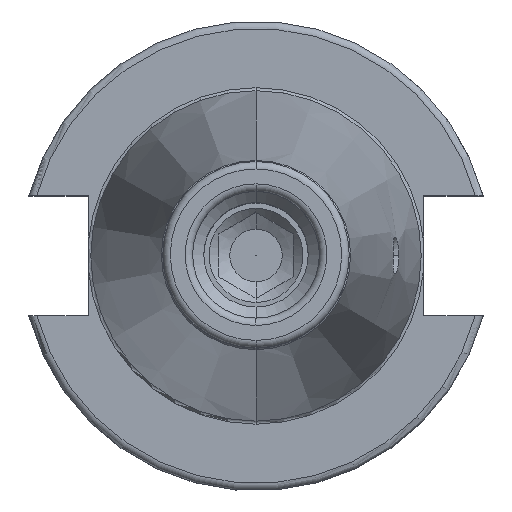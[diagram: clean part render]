
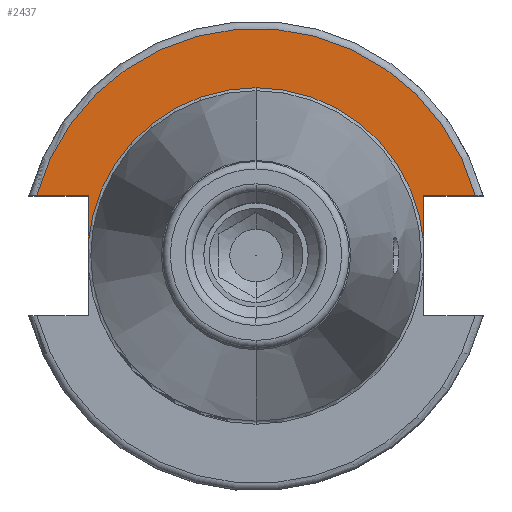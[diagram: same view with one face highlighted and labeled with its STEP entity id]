
A CAD part, top view. The second image highlights one B-rep face of the part: STEP entity #2437.
In plain terms, the highlighted planar face has unit normal (0, 0, 1).
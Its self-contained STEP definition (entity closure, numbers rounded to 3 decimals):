
#181=CARTESIAN_POINT('',(0,0,10));
#182=DIRECTION('',(0,0,1));
#183=DIRECTION('',(0.965,0.264,0));
#184=AXIS2_PLACEMENT_3D('',#181,#182,#183);
#231=DIRECTION('',(0,1,0));
#232=VECTOR('',#231,6.317);
#233=CARTESIAN_POINT('',(-22.5,1.733,10));
#234=LINE('',#233,#232);
#235=DIRECTION('',(1,0,0));
#236=VECTOR('',#235,6.918);
#237=CARTESIAN_POINT('',(-29.418,8.05,10));
#238=LINE('',#237,#236);
#239=DIRECTION('',(-1,0,0));
#240=VECTOR('',#239,6.918);
#241=CARTESIAN_POINT('',(29.418,8.05,10));
#242=LINE('',#241,#240);
#243=DIRECTION('',(0,-1,0));
#244=VECTOR('',#243,6.317);
#245=CARTESIAN_POINT('',(22.5,8.05,10));
#246=LINE('',#245,#244);
#256=CARTESIAN_POINT('',(0,0,10));
#257=DIRECTION('',(0,0,1));
#258=DIRECTION('',(0,1,0));
#259=AXIS2_PLACEMENT_3D('',#256,#257,#258);
#290=CARTESIAN_POINT('',(0,0,10));
#291=DIRECTION('',(0,0,-1));
#292=DIRECTION('',(0,1,0));
#293=AXIS2_PLACEMENT_3D('',#290,#291,#292);
#1827=CARTESIAN_POINT('',(0,22.567,10));
#1829=VERTEX_POINT('',#1827);
#1957=CARTESIAN_POINT('',(-22.5,1.733,10));
#1958=CARTESIAN_POINT('',(-22.5,8.05,10));
#1959=VERTEX_POINT('',#1957);
#1960=VERTEX_POINT('',#1958);
#1961=CARTESIAN_POINT('',(-29.418,8.05,10));
#1962=VERTEX_POINT('',#1961);
#1963=CARTESIAN_POINT('',(22.5,8.05,10));
#1964=CARTESIAN_POINT('',(22.5,1.733,10));
#1965=VERTEX_POINT('',#1963);
#1966=VERTEX_POINT('',#1964);
#1973=CARTESIAN_POINT('',(29.418,8.05,10));
#1974=VERTEX_POINT('',#1973);
#2419=CARTESIAN_POINT('',(0,0,10));
#2420=DIRECTION('',(0,0,-1));
#2421=DIRECTION('',(0,-1,0));
#2422=AXIS2_PLACEMENT_3D('',#2419,#2420,#2421);
#2423=PLANE('',#2422);
#2424=ORIENTED_EDGE('',*,*,#2288,.T.);
#2425=ORIENTED_EDGE('',*,*,#2310,.F.);
#2426=ORIENTED_EDGE('',*,*,#2391,.F.);
#2428=ORIENTED_EDGE('',*,*,#2427,.T.);
#2430=ORIENTED_EDGE('',*,*,#2429,.T.);
#2432=ORIENTED_EDGE('',*,*,#2431,.F.);
#2434=ORIENTED_EDGE('',*,*,#2433,.T.);
#2435=EDGE_LOOP('',(#2424,#2425,#2426,#2428,#2430,#2432,#2434));
#2436=FACE_OUTER_BOUND('',#2435,.F.);
#2437=ADVANCED_FACE('',(#2436),#2423,.F.);
#185=CIRCLE('',#184,30.5);
#260=CIRCLE('',#259,22.567);
#294=CIRCLE('',#293,22.567);
#2288=EDGE_CURVE('',#1959,#1960,#234,.T.);
#2310=EDGE_CURVE('',#1962,#1960,#238,.T.);
#2391=EDGE_CURVE('',#1974,#1962,#185,.T.);
#2427=EDGE_CURVE('',#1974,#1965,#242,.T.);
#2429=EDGE_CURVE('',#1965,#1966,#246,.T.);
#2431=EDGE_CURVE('',#1829,#1966,#294,.T.);
#2433=EDGE_CURVE('',#1829,#1959,#260,.T.);
